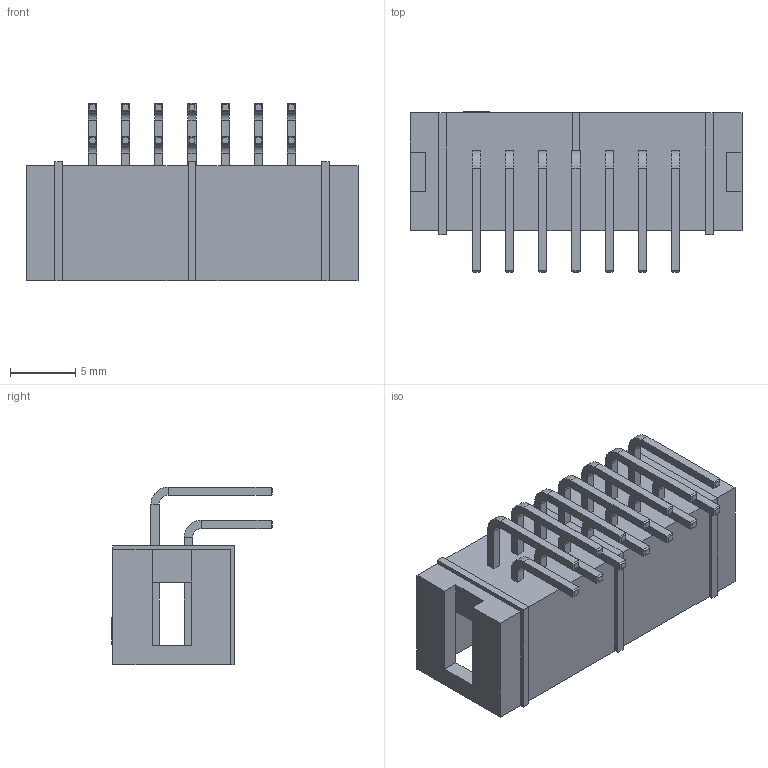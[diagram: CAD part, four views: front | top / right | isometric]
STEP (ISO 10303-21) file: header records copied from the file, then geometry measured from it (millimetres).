
FILE_DESCRIPTION (( 'STEP AP214' ), '1' );
FILE_NAME ('BHR-14.step', '2021-01-16T20:00:27', ( '' ), ( '' ), 'SwSTEP 2.0', 'SolidWorks 2020', '' );
FILE_SCHEMA (( 'AUTOMOTIVE_DESIGN' ));
Length unit declared in the file: millimetre
Products named in the file (1): BHR-14
Bounding box: 25.38 x 12.3 x 13.6 mm (x, y, z)
Volume: 1062.1 mm3; surface area: 2137.3 mm2
Topology: 15 solids, 15 shells, 475 faces, 1062 edges, 612 vertices
Faces by surface type: plane 447, cylinder 28
Entity records: 16796 total; most frequent: CARTESIAN_POINT 2150, ORIENTED_EDGE 2124, DIRECTION 2070, EDGE_CURVE 1062, VECTOR 1006, LINE 1006, VERTEX_POINT 612, AXIS2_PLACEMENT_3D 532
